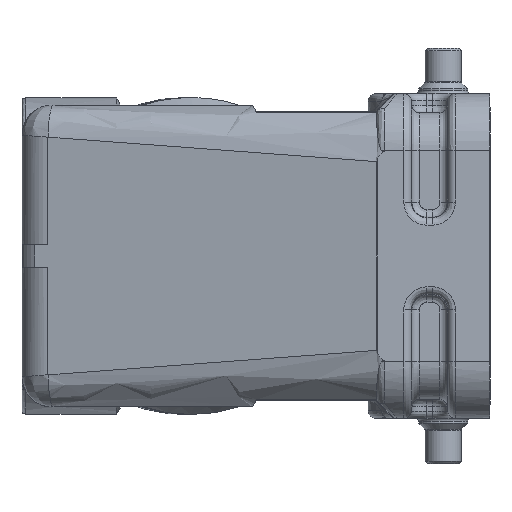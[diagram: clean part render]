
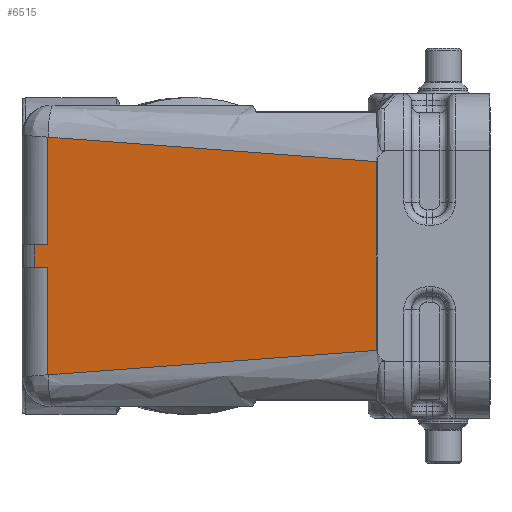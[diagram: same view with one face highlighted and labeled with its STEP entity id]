
A CAD part, left-side view. The second image highlights one B-rep face of the part: STEP entity #6515.
In plain terms, the highlighted planar face has unit normal (-0.99, 0.139, 0).
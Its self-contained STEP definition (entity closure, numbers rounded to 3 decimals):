
#5788=PLANE('',#18206);
#6515=ADVANCED_FACE('',(#7418),#5788,.T.);
#7418=FACE_OUTER_BOUND('',#8195,.T.);
#8195=EDGE_LOOP('',(#13763,#13764,#13765,#13766,#13767,#13768,#13769,#13770));
#8820=LINE('',#22425,#9694);
#8822=LINE('',#22432,#9696);
#8824=LINE('',#22437,#9698);
#8825=LINE('',#22439,#9699);
#9379=LINE('',#26991,#10275);
#9596=LINE('',#31493,#10492);
#9597=LINE('',#31505,#10493);
#9598=LINE('',#31507,#10494);
#9694=VECTOR('',#18465,1.);
#9696=VECTOR('',#18471,1.);
#9698=VECTOR('',#18477,1.);
#9699=VECTOR('',#18480,1.);
#10275=VECTOR('',#20122,1.);
#10492=VECTOR('',#21033,1.);
#10493=VECTOR('',#21034,1.);
#10494=VECTOR('',#21035,1.);
#13763=ORIENTED_EDGE('',*,*,#16327,.T.);
#13764=ORIENTED_EDGE('',*,*,#15370,.F.);
#13765=ORIENTED_EDGE('',*,*,#15373,.F.);
#13766=ORIENTED_EDGE('',*,*,#15367,.T.);
#13767=ORIENTED_EDGE('',*,*,#15374,.T.);
#13768=ORIENTED_EDGE('',*,*,#16891,.T.);
#13769=ORIENTED_EDGE('',*,*,#16892,.T.);
#13770=ORIENTED_EDGE('',*,*,#16889,.T.);
#14240=VERTEX_POINT('',#22420);
#14242=VERTEX_POINT('',#22424);
#14245=VERTEX_POINT('',#22431);
#14246=VERTEX_POINT('',#22433);
#14247=VERTEX_POINT('',#22440);
#14857=VERTEX_POINT('',#26992);
#15154=VERTEX_POINT('',#31494);
#15155=VERTEX_POINT('',#31506);
#15367=EDGE_CURVE('',#14240,#14242,#8820,.T.);
#15370=EDGE_CURVE('',#14245,#14246,#8822,.T.);
#15373=EDGE_CURVE('',#14240,#14245,#8824,.T.);
#15374=EDGE_CURVE('',#14242,#14247,#8825,.T.);
#16327=EDGE_CURVE('',#14857,#14246,#9379,.T.);
#16889=EDGE_CURVE('',#15154,#14857,#9596,.T.);
#16891=EDGE_CURVE('',#14247,#15155,#9597,.T.);
#16892=EDGE_CURVE('',#15155,#15154,#9598,.T.);
#18206=AXIS2_PLACEMENT_3D('',#31508,#21036,#21037);
#18465=DIRECTION('',(-0.139,-0.99,0.));
#18471=DIRECTION('',(-0.139,-0.99,0.));
#18477=DIRECTION('',(0.,0.,1.));
#18480=DIRECTION('',(0.,0.,-1.));
#20122=DIRECTION('',(0.,0.,-1.));
#21033=DIRECTION('',(0.139,0.988,0.074));
#21034=DIRECTION('',(-0.139,-0.988,0.074));
#21035=DIRECTION('',(0.,0.,1.));
#21036=DIRECTION('',(-0.99,0.139,0.));
#21037=DIRECTION('',(-0.139,-0.99,0.));
#22420=CARTESIAN_POINT('',(-53.635,-1.709,-1.5));
#22424=CARTESIAN_POINT('',(-53.879,-3.443,-1.5));
#22425=CARTESIAN_POINT('',(-51.898,10.646,-1.5));
#22431=CARTESIAN_POINT('',(-53.635,-1.709,1.5));
#22432=CARTESIAN_POINT('',(-53.879,-3.443,1.5));
#22433=CARTESIAN_POINT('',(-53.879,-3.443,1.5));
#22437=CARTESIAN_POINT('',(-53.635,-1.709,-4.7));
#22439=CARTESIAN_POINT('',(-53.879,-3.443,15.744));
#22440=CARTESIAN_POINT('',(-53.879,-3.443,-15.744));
#26991=CARTESIAN_POINT('',(-53.879,-3.443,15.744));
#26992=CARTESIAN_POINT('',(-53.879,-3.443,15.744));
#31493=CARTESIAN_POINT('',(-59.99,-46.931,12.505));
#31494=CARTESIAN_POINT('',(-59.99,-46.931,12.505));
#31505=CARTESIAN_POINT('',(-53.879,-3.443,-15.744));
#31506=CARTESIAN_POINT('',(-59.99,-46.931,-12.505));
#31507=CARTESIAN_POINT('',(-59.99,-46.931,-12.505));
#31508=CARTESIAN_POINT('',(-53.05,2.449,-16.744));
